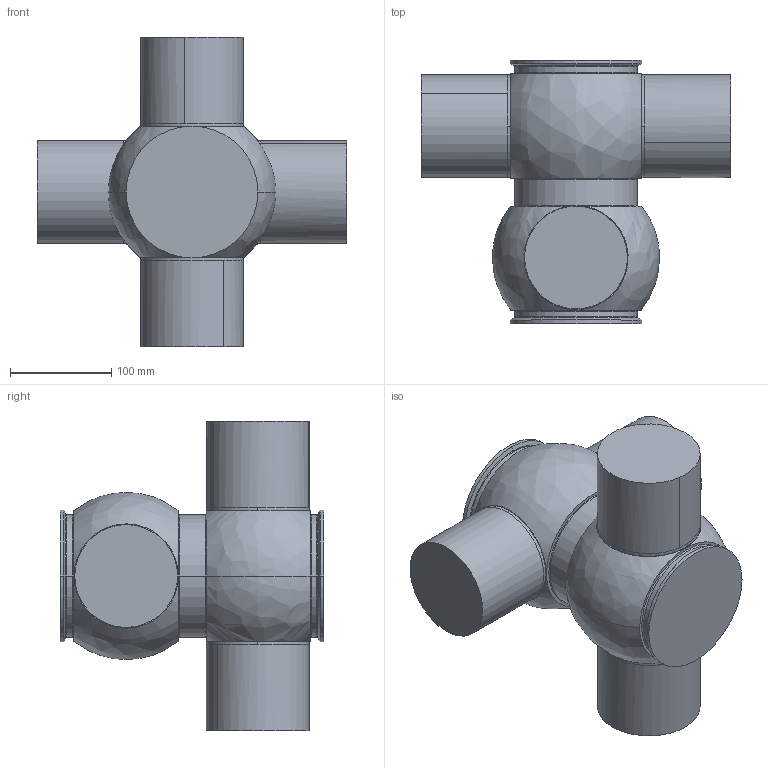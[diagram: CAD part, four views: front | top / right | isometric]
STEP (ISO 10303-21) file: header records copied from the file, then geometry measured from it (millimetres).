
FILE_DESCRIPTION (( 'STEP AP214' ), '1' );
FILE_NAME ('131017.STEP', '2018-05-10T19:27:07', ( '' ), ( '' ), 'SwSTEP 2.0', 'SolidWorks 2014', '' );
FILE_SCHEMA (( 'AUTOMOTIVE_DESIGN' ));
Length unit declared in the file: inch
Products named in the file (1): 131017
Bounding box: 305.56 x 260.35 x 305.56 mm (x, y, z)
Volume: 7028428 mm3; surface area: 271344.4 mm2
Topology: 1 solids, 1 shells, 60 faces, 140 edges, 86 vertices
Faces by surface type: cylinder 26, bspline 16, plane 14, cone 4
Entity records: 3886 total; most frequent: CARTESIAN_POINT 2521, DIRECTION 290, ORIENTED_EDGE 272, EDGE_CURVE 136, AXIS2_PLACEMENT_3D 129, VERTEX_POINT 86, CIRCLE 84, EDGE_LOOP 68
